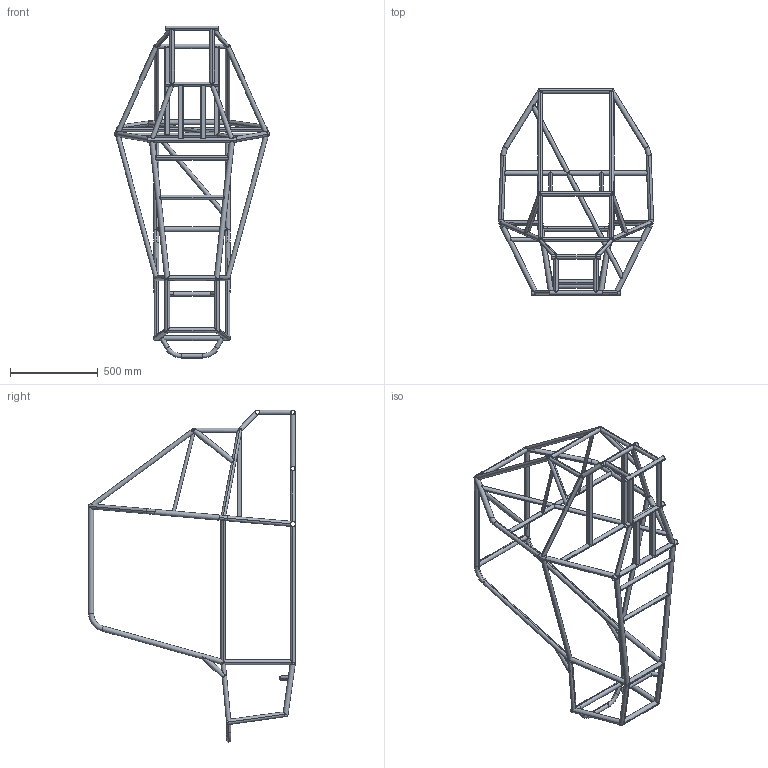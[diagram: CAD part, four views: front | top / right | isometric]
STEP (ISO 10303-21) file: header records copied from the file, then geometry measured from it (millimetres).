
FILE_DESCRIPTION (( 'STEP AP203' ), '1' );
FILE_NAME ('chassis 2026 .STEP', '2025-09-13T20:08:06', ( '' ), ( '' ), 'SwSTEP 2.0', 'SolidWorks 2020', '' );
FILE_SCHEMA (( 'CONFIG_CONTROL_DESIGN' ));
Length unit declared in the file: millimetre
Products named in the file (1): chassis 2026 
Bounding box: 884.04 x 1180.5 x 1893.57 mm (x, y, z)
Volume: 3290819.3 mm3; surface area: 4608418.9 mm2
Topology: 79 solids, 79 shells, 590 faces, 1455 edges, 981 vertices
Faces by surface type: cylinder 422, plane 130, torus 38
Entity records: 29403 total; most frequent: CARTESIAN_POINT 16679, ORIENTED_EDGE 2910, DIRECTION 2192, EDGE_CURVE 1455, VERTEX_POINT 981, AXIS2_PLACEMENT_3D 903, EDGE_LOOP 706, FACE_OUTER_BOUND 590
